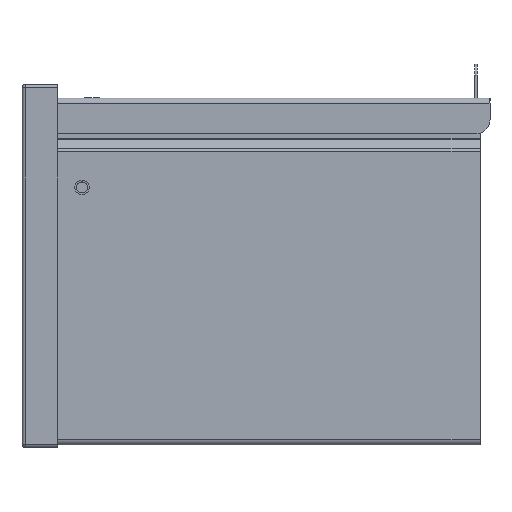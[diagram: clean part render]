
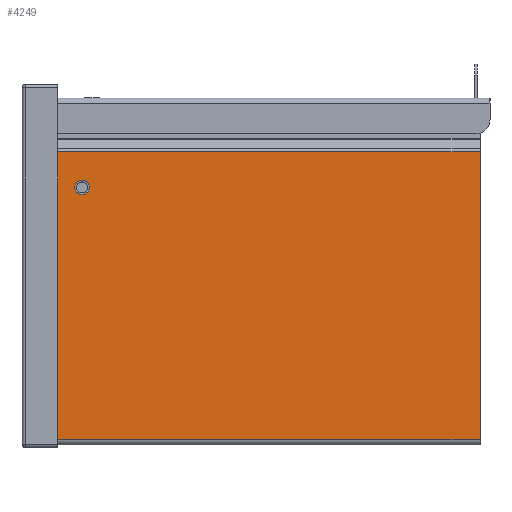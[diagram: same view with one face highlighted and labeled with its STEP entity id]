
A CAD part, left-side view. The second image highlights one B-rep face of the part: STEP entity #4249.
In plain terms, the highlighted planar face has unit normal (-1, 0, 0).
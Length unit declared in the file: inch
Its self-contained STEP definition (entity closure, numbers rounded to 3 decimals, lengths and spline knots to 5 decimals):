
#295 = CARTESIAN_POINT ( 'NONE',  ( -6., 6.952, 4.3102 ) ) ;
#629 = VERTEX_POINT ( 'NONE', #295 ) ;
#657 = AXIS2_PLACEMENT_3D ( 'NONE', #6788, #10492, #9768 ) ;
#1549 = DIRECTION ( 'NONE',  ( 0., 1., 0. ) ) ;
#1700 = CARTESIAN_POINT ( 'NONE',  ( -6., 0., 5.02496 ) ) ;
#1942 = VECTOR ( 'NONE', #7623, 39.37008 ) ;
#1999 = ORIENTED_EDGE ( 'NONE', *, *, #5570, .F. ) ;
#2625 = EDGE_CURVE ( 'NONE', #5314, #4884, #3929, .T. ) ;
#2636 = ORIENTED_EDGE ( 'NONE', *, *, #2625, .T. ) ;
#2670 = VECTOR ( 'NONE', #10223, 39.37008 ) ;
#2789 = CIRCLE ( 'NONE', #657, 0.095 ) ;
#3657 = LINE ( 'NONE', #4506, #5023 ) ;
#3895 = DIRECTION ( 'NONE',  ( 0., 0., -1. ) ) ;
#3929 = LINE ( 'NONE', #7447, #1942 ) ;
#4007 = VERTEX_POINT ( 'NONE', #1700 ) ;
#4050 = CARTESIAN_POINT ( 'NONE',  ( -6., 0., 0. ) ) ;
#4249 = ADVANCED_FACE ( 'NONE', ( #10142, #5534 ), #4790, .T. ) ;
#4371 = CARTESIAN_POINT ( 'NONE',  ( -6., 6.952, 4.5002 ) ) ;
#4408 = EDGE_LOOP ( 'NONE', ( #8797, #1999 ) ) ;
#4506 = CARTESIAN_POINT ( 'NONE',  ( -6., 0., 5.02496 ) ) ;
#4621 = CARTESIAN_POINT ( 'NONE',  ( -6., 0., 5.0552 ) ) ;
#4737 = AXIS2_PLACEMENT_3D ( 'NONE', #6227, #9920, #11785 ) ;
#4790 = PLANE ( 'NONE',  #8180 ) ;
#4884 = VERTEX_POINT ( 'NONE', #9030 ) ;
#4929 = CIRCLE ( 'NONE', #4737, 0.095 ) ;
#5023 = VECTOR ( 'NONE', #11029, 39.37008 ) ;
#5195 = LINE ( 'NONE', #8113, #6172 ) ;
#5314 = VERTEX_POINT ( 'NONE', #10875 ) ;
#5534 = FACE_OUTER_BOUND ( 'NONE', #6992, .T. ) ;
#5570 = EDGE_CURVE ( 'NONE', #629, #6168, #2789, .T. ) ;
#6168 = VERTEX_POINT ( 'NONE', #4371 ) ;
#6172 = VECTOR ( 'NONE', #1549, 39.37008 ) ;
#6227 = CARTESIAN_POINT ( 'NONE',  ( -6., 6.952, 4.4052 ) ) ;
#6518 = CARTESIAN_POINT ( 'NONE',  ( -6., 0., 5.02496 ) ) ;
#6520 = VERTEX_POINT ( 'NONE', #4050 ) ;
#6702 = EDGE_CURVE ( 'NONE', #6168, #629, #4929, .T. ) ;
#6788 = CARTESIAN_POINT ( 'NONE',  ( -6., 6.952, 4.4052 ) ) ;
#6992 = EDGE_LOOP ( 'NONE', ( #10601, #2636, #10379, #8700 ) ) ;
#7447 = CARTESIAN_POINT ( 'NONE',  ( -6., 7.952, 5.02496 ) ) ;
#7623 = DIRECTION ( 'NONE',  ( 0., 0., -1. ) ) ;
#8113 = CARTESIAN_POINT ( 'NONE',  ( -6., 0., 0. ) ) ;
#8180 = AXIS2_PLACEMENT_3D ( 'NONE', #4621, #8314, #3895 ) ;
#8248 = EDGE_CURVE ( 'NONE', #4007, #5314, #11112, .T. ) ;
#8314 = DIRECTION ( 'NONE',  ( -1., 0., 0. ) ) ;
#8700 = ORIENTED_EDGE ( 'NONE', *, *, #11553, .F. ) ;
#8797 = ORIENTED_EDGE ( 'NONE', *, *, #6702, .F. ) ;
#9030 = CARTESIAN_POINT ( 'NONE',  ( -6., 7.952, 0. ) ) ;
#9311 = EDGE_CURVE ( 'NONE', #6520, #4884, #5195, .T. ) ;
#9768 = DIRECTION ( 'NONE',  ( 0., 0., -1. ) ) ;
#9920 = DIRECTION ( 'NONE',  ( -1., 0., 0. ) ) ;
#10142 = FACE_BOUND ( 'NONE', #4408, .T. ) ;
#10223 = DIRECTION ( 'NONE',  ( 0., 1., 0. ) ) ;
#10379 = ORIENTED_EDGE ( 'NONE', *, *, #9311, .F. ) ;
#10492 = DIRECTION ( 'NONE',  ( -1., 0., 0. ) ) ;
#10601 = ORIENTED_EDGE ( 'NONE', *, *, #8248, .T. ) ;
#10875 = CARTESIAN_POINT ( 'NONE',  ( -6., 7.952, 5.02496 ) ) ;
#11029 = DIRECTION ( 'NONE',  ( 0., 0., -1. ) ) ;
#11112 = LINE ( 'NONE', #6518, #2670 ) ;
#11553 = EDGE_CURVE ( 'NONE', #4007, #6520, #3657, .T. ) ;
#11785 = DIRECTION ( 'NONE',  ( 0., 0., 1. ) ) ;
